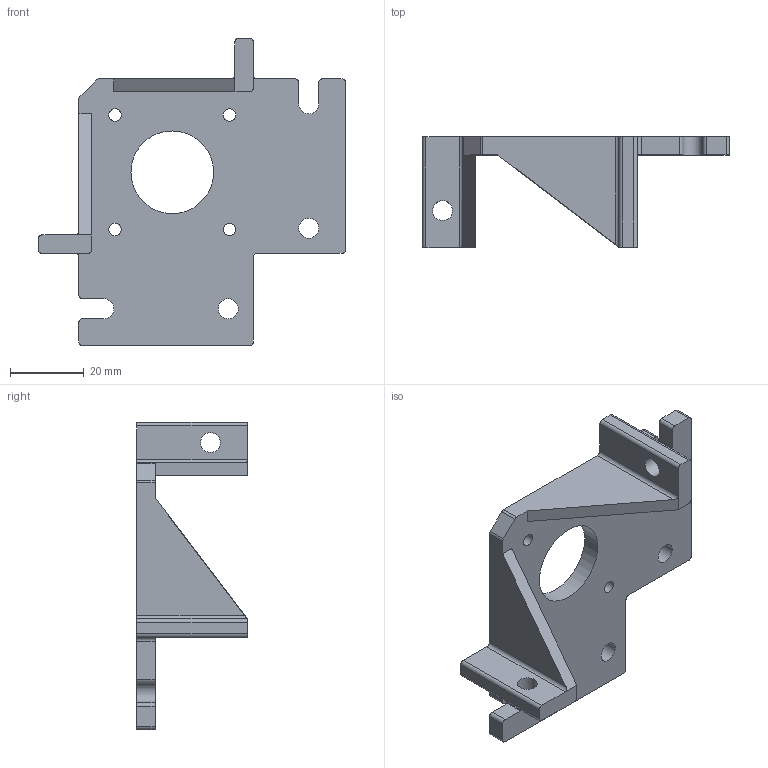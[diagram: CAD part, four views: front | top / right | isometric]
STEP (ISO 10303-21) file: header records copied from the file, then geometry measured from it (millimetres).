
FILE_DESCRIPTION(/* description */ ('','CAx-IF Rec.Pracs.---Representation and Presentation of Product Manufacturing Information (PMI)---4.0---2014-10-13'),/* implementation_level */ '2;1');
FILE_NAME(/* name */ 'Z Axis Motor Mount - Front.step',/* time_stamp */ '2025-01-16T20:25:58-06:00',/* author */ (''),/* organization */ (''),/* preprocessor_version */ 'ST-DEVELOPER v20',/* originating_system */ 'Autodesk Translation Framework v13.20.0.188',/* authorisation */ '');
FILE_SCHEMA (('AP242_MANAGED_MODEL_BASED_3D_ENGINEERING_MIM_LF { 1 0 10303 442 1 1 4 }'));
Length unit declared in the file: millimetre
Products named in the file (1): Z Axis Motor Mount - Front
Bounding box: 83.3 x 30 x 83.3 mm (x, y, z)
Volume: 26779.3 mm3; surface area: 14205.9 mm2
Topology: 1 solids, 1 shells, 65 faces, 183 edges, 120 vertices
Faces by surface type: cylinder 32, plane 29, cone 4
Full cylindrical faces by diameter (mm): 3.4 x4, 5.4 x4, 22.4 x1
Entity records: 2193 total; most frequent: DIRECTION 383, CARTESIAN_POINT 369, ORIENTED_EDGE 366, EDGE_CURVE 183, AXIS2_PLACEMENT_3D 134, VERTEX_POINT 120, LINE 115, VECTOR 115
